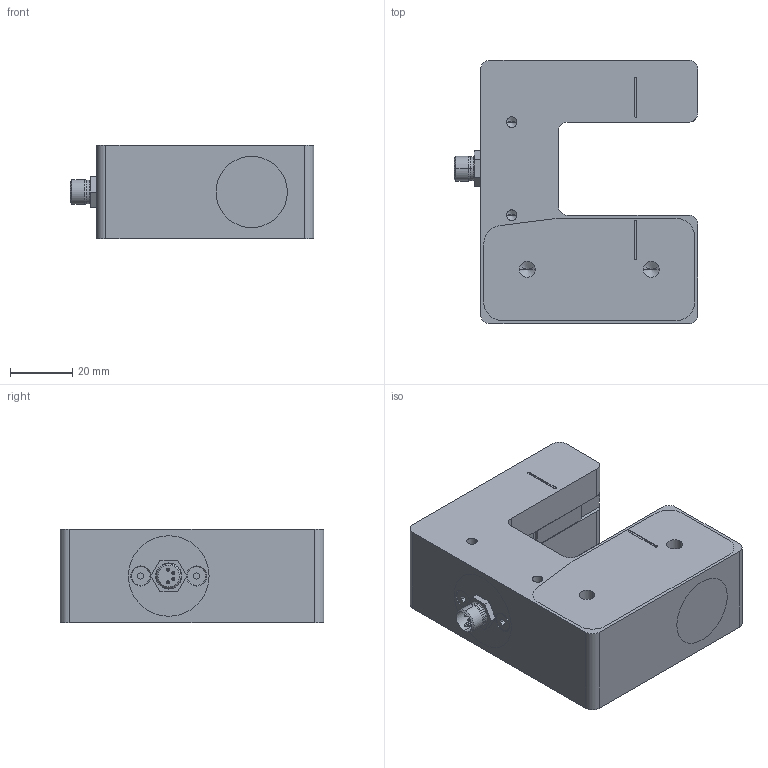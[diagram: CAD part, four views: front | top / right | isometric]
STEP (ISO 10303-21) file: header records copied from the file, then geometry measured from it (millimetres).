
FILE_DESCRIPTION((''),'2;1');
FILE_NAME('K1309181_stp.stp','2017-09-13T11:22:37',(''),(''),'Mechanical Desktop 2009','Mechanical Desktop 2009',', , ');
FILE_SCHEMA(('CONFIG_CONTROL_DESIGN'));
Length unit declared in the file: millimetre
Products named in the file (16): K1309181_STP; K1309182A; K1309182; K1309183; K1309183A; K1309184; K1309184A; SENKSCHRAUBE_I-6KT_M3X6A; SENKSCHRAUBE_I-6KT_M3X6; MINIATUR_RUNDSTECKER_RSMF_4; MINIATUR_RUNDSTECKER_RSMF_4A; K0902055; K0902055A; K0310204A; K0310204; RM_SDB
Assembly tree (19 placements, depth 3):
  K1309181_STP
    K1309182A
      K1309182
    K1309183
      K1309183A
    K1309184
      K1309184A
    SENKSCHRAUBE_I-6KT_M3X6A  x2
      SENKSCHRAUBE_I-6KT_M3X6
    MINIATUR_RUNDSTECKER_RSMF_4
      MINIATUR_RUNDSTECKER_RSMF_4A
    K0902055
      K0902055A
    K0310204A  x2
      K0310204
    RM_SDB  x3
Bounding box: 78.5 x 85 x 30 mm (x, y, z)
Volume: 101001.5 mm3; surface area: 40382.2 mm2
Topology: 9 solids, 9 shells, 341 faces, 822 edges, 508 vertices
Faces by surface type: plane 142, cylinder 128, cone 63, bspline 8
Entity records: 9940 total; most frequent: CARTESIAN_POINT 2020, DIRECTION 1702, ORIENTED_EDGE 1500, EDGE_CURVE 750, AXIS2_PLACEMENT_3D 626, VERTEX_POINT 478, VECTOR 450, LINE 450
